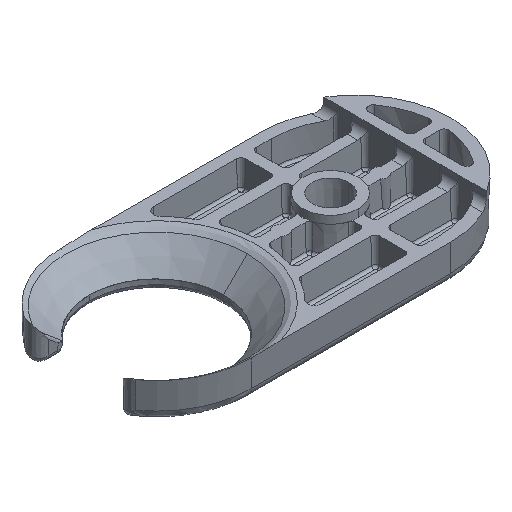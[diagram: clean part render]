
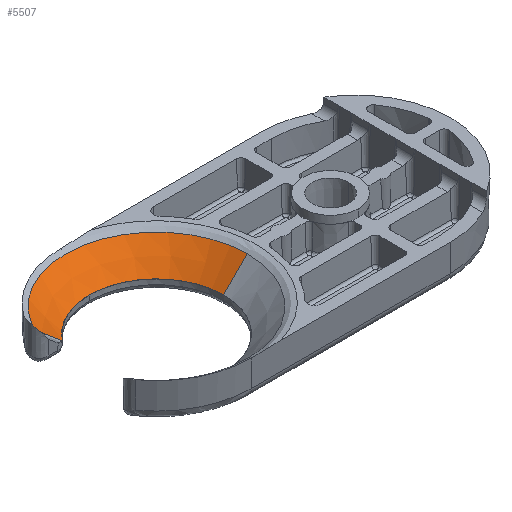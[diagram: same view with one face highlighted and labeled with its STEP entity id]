
A CAD part, isometric view. The second image highlights one B-rep face of the part: STEP entity #5507.
In plain terms, the highlighted conical face has half-angle 45 degrees and reference radius 36.535 mm.
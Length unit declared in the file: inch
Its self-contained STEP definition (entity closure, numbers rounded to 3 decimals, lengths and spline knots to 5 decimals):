
#229 = EDGE_CURVE ( 'NONE', #6160, #1941, #9339, .T. ) ;
#234 = ORIENTED_EDGE ( 'NONE', *, *, #2702, .T. ) ;
#366 = CARTESIAN_POINT ( 'NONE',  ( -1.22264, 0.69626, 0.50147 ) ) ;
#423 = LINE ( 'NONE', #5629, #5923 ) ;
#454 = CARTESIAN_POINT ( 'NONE',  ( -0.84983, 0.65, 0.1644 ) ) ;
#467 = AXIS2_PLACEMENT_3D ( 'NONE', #2090, #8763, #9475 ) ;
#503 = FACE_OUTER_BOUND ( 'NONE', #899, .T. ) ;
#899 = EDGE_LOOP ( 'NONE', ( #8778, #234, #7046, #1637, #5293, #9625 ) ) ;
#1129 = CARTESIAN_POINT ( 'NONE',  ( -1.18676, 0.65788, 0.4514 ) ) ;
#1209 = CARTESIAN_POINT ( 'NONE',  ( -0.95867, 0.64978, 0.25225 ) ) ;
#1333 = CARTESIAN_POINT ( 'NONE',  ( -1.23921, 0.73032, 0.5329 ) ) ;
#1448 = DIRECTION ( 'NONE',  ( 0., 0., -1. ) ) ;
#1545 = CARTESIAN_POINT ( 'NONE',  ( -0.8429, 0.65423, 0.16147 ) ) ;
#1637 = ORIENTED_EDGE ( 'NONE', *, *, #229, .F. ) ;
#1941 = VERTEX_POINT ( 'NONE', #1333 ) ;
#1965 = CARTESIAN_POINT ( 'NONE',  ( -1.11917, 0.64906, 0.38799 ) ) ;
#2090 = CARTESIAN_POINT ( 'NONE',  ( 0., 0., 0.5329 ) ) ;
#2603 = AXIS2_PLACEMENT_3D ( 'NONE', #5928, #1448, #6687 ) ;
#2632 = CARTESIAN_POINT ( 'NONE',  ( -1.17201, 0.64872, 0.43406 ) ) ;
#2702 = EDGE_CURVE ( 'NONE', #5313, #8178, #423, .T. ) ;
#2881 = CARTESIAN_POINT ( 'NONE',  ( -0.82969, 0.6645, 0.15748 ) ) ;
#3339 = DIRECTION ( 'NONE',  ( 0., 0., 1. ) ) ;
#3440 = CARTESIAN_POINT ( 'NONE',  ( -0.90456, 0.64993, 0.20783 ) ) ;
#4244 = CONICAL_SURFACE ( 'NONE', #467, 1.43841, 0.785 ) ;
#4245 = CIRCLE ( 'NONE', #7732, 1.06299 ) ;
#4497 = CARTESIAN_POINT ( 'NONE',  ( -0.83618, 0.65904, 0.15913 ) ) ;
#4718 = B_SPLINE_CURVE_WITH_KNOTS ( 'NONE', 3,
 ( #8995, #4497, #1545, #6780 ),
 .UNSPECIFIED., .F., .F.,
 ( 4, 4 ),
 ( 0., 0.00065 ),
 .UNSPECIFIED. ) ;
#4842 = CARTESIAN_POINT ( 'NONE',  ( -1.23233, 0.71221, 0.51777 ) ) ;
#4873 = DIRECTION ( 'NONE',  ( 0.707, 0., 0.707 ) ) ;
#5075 = EDGE_CURVE ( 'NONE', #5665, #6160, #7776, .T. ) ;
#5293 = ORIENTED_EDGE ( 'NONE', *, *, #5075, .F. ) ;
#5313 = VERTEX_POINT ( 'NONE', #7471 ) ;
#5507 = ADVANCED_FACE ( 'NONE', ( #503 ), #4244, .F. ) ;
#5606 = CARTESIAN_POINT ( 'NONE',  ( -1.19988, 0.66918, 0.46834 ) ) ;
#5629 = CARTESIAN_POINT ( 'NONE',  ( 1.43841, 0., 0.5329 ) ) ;
#5665 = VERTEX_POINT ( 'NONE', #9144 ) ;
#5923 = VECTOR ( 'NONE', #4873, 39.37008 ) ;
#5928 = CARTESIAN_POINT ( 'NONE',  ( 0., 0., 0.5329 ) ) ;
#6160 = VERTEX_POINT ( 'NONE', #6815 ) ;
#6453 = CARTESIAN_POINT ( 'NONE',  ( -1.06599, 0.64934, 0.34234 ) ) ;
#6583 = EDGE_CURVE ( 'NONE', #5313, #6810, #4245, .T. ) ;
#6687 = DIRECTION ( 'NONE',  ( -1., 0., 0. ) ) ;
#6780 = CARTESIAN_POINT ( 'NONE',  ( -0.84983, 0.65, 0.1644 ) ) ;
#6810 = VERTEX_POINT ( 'NONE', #2881 ) ;
#6815 = CARTESIAN_POINT ( 'NONE',  ( -1.17201, 0.64872, 0.43406 ) ) ;
#7046 = ORIENTED_EDGE ( 'NONE', *, *, #9017, .F. ) ;
#7213 = CARTESIAN_POINT ( 'NONE',  ( -1.17201, 0.64872, 0.43406 ) ) ;
#7471 = CARTESIAN_POINT ( 'NONE',  ( 1.06299, 0., 0.15748 ) ) ;
#7732 = AXIS2_PLACEMENT_3D ( 'NONE', #7836, #3339, #8568 ) ;
#7776 = B_SPLINE_CURVE_WITH_KNOTS ( 'NONE', 3,
 ( #454, #3440, #1209, #6453, #1965, #7213 ),
 .UNSPECIFIED., .F., .F.,
 ( 4, 2, 4 ),
 ( 0., 0.5, 1. ),
 .UNSPECIFIED. ) ;
#7810 = CARTESIAN_POINT ( 'NONE',  ( 1.43841, 0., 0.5329 ) ) ;
#7836 = CARTESIAN_POINT ( 'NONE',  ( 0., 0., 0.15748 ) ) ;
#8178 = VERTEX_POINT ( 'NONE', #7810 ) ;
#8514 = CIRCLE ( 'NONE', #2603, 1.43841 ) ;
#8568 = DIRECTION ( 'NONE',  ( 1., 0., 0. ) ) ;
#8763 = DIRECTION ( 'NONE',  ( 0., 0., 1. ) ) ;
#8778 = ORIENTED_EDGE ( 'NONE', *, *, #6583, .F. ) ;
#8995 = CARTESIAN_POINT ( 'NONE',  ( -0.82969, 0.6645, 0.15748 ) ) ;
#9017 = EDGE_CURVE ( 'NONE', #1941, #8178, #8514, .T. ) ;
#9119 = EDGE_CURVE ( 'NONE', #6810, #5665, #4718, .T. ) ;
#9144 = CARTESIAN_POINT ( 'NONE',  ( -0.84983, 0.65, 0.1644 ) ) ;
#9339 = B_SPLINE_CURVE_WITH_KNOTS ( 'NONE', 3,
 ( #2632, #1129, #5606, #366, #4842, #9347 ),
 .UNSPECIFIED., .F., .F.,
 ( 4, 2, 4 ),
 ( 0., 0.00184, 0.00369 ),
 .UNSPECIFIED. ) ;
#9347 = CARTESIAN_POINT ( 'NONE',  ( -1.23921, 0.73032, 0.5329 ) ) ;
#9475 = DIRECTION ( 'NONE',  ( 1., 0., 0. ) ) ;
#9625 = ORIENTED_EDGE ( 'NONE', *, *, #9119, .F. ) ;
